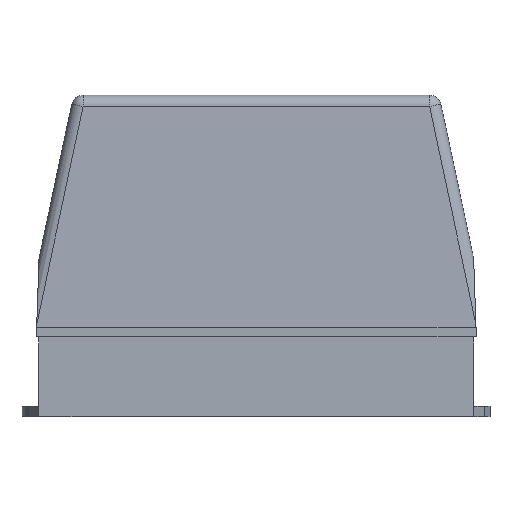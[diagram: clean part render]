
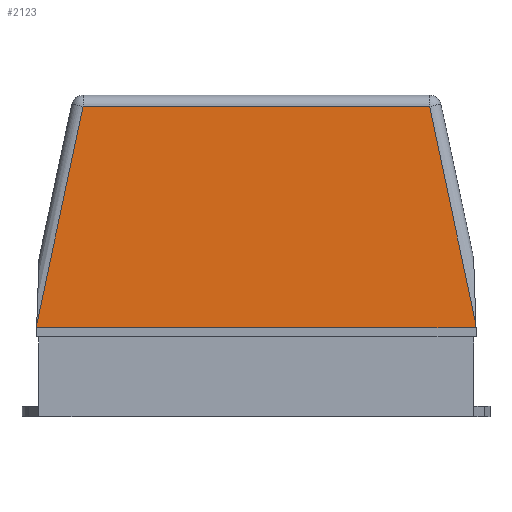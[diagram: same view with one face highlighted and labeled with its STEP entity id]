
A CAD part, left-side view. The second image highlights one B-rep face of the part: STEP entity #2123.
In plain terms, the highlighted planar face has unit normal (-0.999, 0, 0.035).
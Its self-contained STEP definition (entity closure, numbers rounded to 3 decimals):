
#1768=CARTESIAN_POINT('',(2.341,74.918,134.174));
#1769=VERTEX_POINT('',#1768);
#1836=CARTESIAN_POINT('',(2.341,-74.918,134.174));
#1837=VERTEX_POINT('',#1836);
#1969=CARTESIAN_POINT('',(2.341,74.918,134.174));
#1970=DIRECTION('',(0.0,-1.0,0.0));
#1971=VECTOR('',#1970,149.836);
#1972=LINE('',#1969,#1971);
#1973=EDGE_CURVE('',#1769,#1837,#1972,.T.);
#1983=CARTESIAN_POINT('',(-0.95,-94.95,39.932));
#1984=VERTEX_POINT('',#1983);
#2001=CARTESIAN_POINT('',(2.341,-74.918,134.174));
#2002=DIRECTION('',(-0.034,-0.208,-0.978));
#2003=VECTOR('',#2002,96.404);
#2004=LINE('',#2001,#2003);
#2005=EDGE_CURVE('',#1837,#1984,#2004,.T.);
#2066=CARTESIAN_POINT('',(-0.95,94.95,39.932));
#2067=VERTEX_POINT('',#2066);
#2075=CARTESIAN_POINT('',(-0.95,94.95,39.932));
#2076=DIRECTION('',(0.034,-0.208,0.978));
#2077=VECTOR('',#2076,96.404);
#2078=LINE('',#2075,#2077);
#2079=EDGE_CURVE('',#2067,#1769,#2078,.T.);
#2091=CARTESIAN_POINT('',(0.048,-95.,68.5));
#2092=DIRECTION('',(0.999,0.,-0.035));
#2093=DIRECTION('',(-0.035,0.,-0.999));
#2094=AXIS2_PLACEMENT_3D('',#2091,#2092,#2093);
#2095=PLANE('',#2094);
#2096=ORIENTED_EDGE('',*,*,#2005,.F.);
#2097=ORIENTED_EDGE('',*,*,#1973,.F.);
#2098=ORIENTED_EDGE('',*,*,#2079,.F.);
#2099=CARTESIAN_POINT('',(-1.,95.,38.5));
#2100=VERTEX_POINT('',#2099);
#2101=CARTESIAN_POINT('',(-1.,95.,38.5));
#2102=DIRECTION('',(0.035,-0.035,0.999));
#2103=VECTOR('',#2102,1.434);
#2104=LINE('',#2101,#2103);
#2105=EDGE_CURVE('',#2100,#2067,#2104,.T.);
#2106=ORIENTED_EDGE('',*,*,#2105,.F.);
#2107=CARTESIAN_POINT('',(-1.,-95.,38.5));
#2108=VERTEX_POINT('',#2107);
#2109=CARTESIAN_POINT('',(-1.,-95.,38.5));
#2110=DIRECTION('',(0.0,1.0,0.0));
#2111=VECTOR('',#2110,190.);
#2112=LINE('',#2109,#2111);
#2113=EDGE_CURVE('',#2108,#2100,#2112,.T.);
#2114=ORIENTED_EDGE('',*,*,#2113,.F.);
#2115=CARTESIAN_POINT('',(-0.95,-94.95,39.932));
#2116=DIRECTION('',(-0.035,-0.035,-0.999));
#2117=VECTOR('',#2116,1.434);
#2118=LINE('',#2115,#2117);
#2119=EDGE_CURVE('',#1984,#2108,#2118,.T.);
#2120=ORIENTED_EDGE('',*,*,#2119,.F.);
#2121=EDGE_LOOP('',(#2096,#2097,#2098,#2106,#2114,#2120));
#2122=FACE_OUTER_BOUND('',#2121,.T.);
#2123=ADVANCED_FACE('',(#2122),#2095,.F.);
